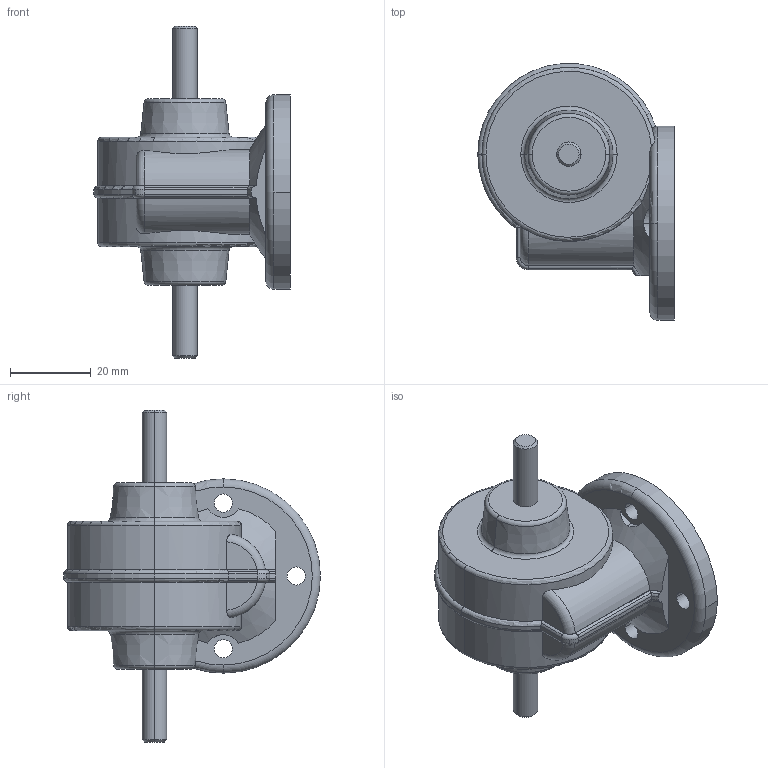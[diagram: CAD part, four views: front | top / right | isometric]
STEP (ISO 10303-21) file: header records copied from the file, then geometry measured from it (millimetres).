
FILE_DESCRIPTION(('STEP AP214'),'1');
FILE_NAME('tmp0.STEP','2015-07-09T06:53:26',(' '),(' '),'Spatial InterOp 3D',' ',' ');
FILE_SCHEMA(('automotive_design'));
Length unit declared in the file: millimetre
Products named in the file (1): 1
Bounding box: 48.5 x 63.44 x 82 mm (x, y, z)
Volume: 51901.7 mm3; surface area: 14063.2 mm2
Topology: 1 solids, 1 shells, 92 faces, 220 edges, 136 vertices
Faces by surface type: cylinder 40, torus 22, plane 18, cone 12
Entity records: 3972 total; most frequent: CARTESIAN_POINT 1028, DIRECTION 496, ORIENTED_EDGE 440, EDGE_CURVE 220, AXIS2_PLACEMENT_3D 216, VERTEX_POINT 136, CIRCLE 115, EDGE_LOOP 104
